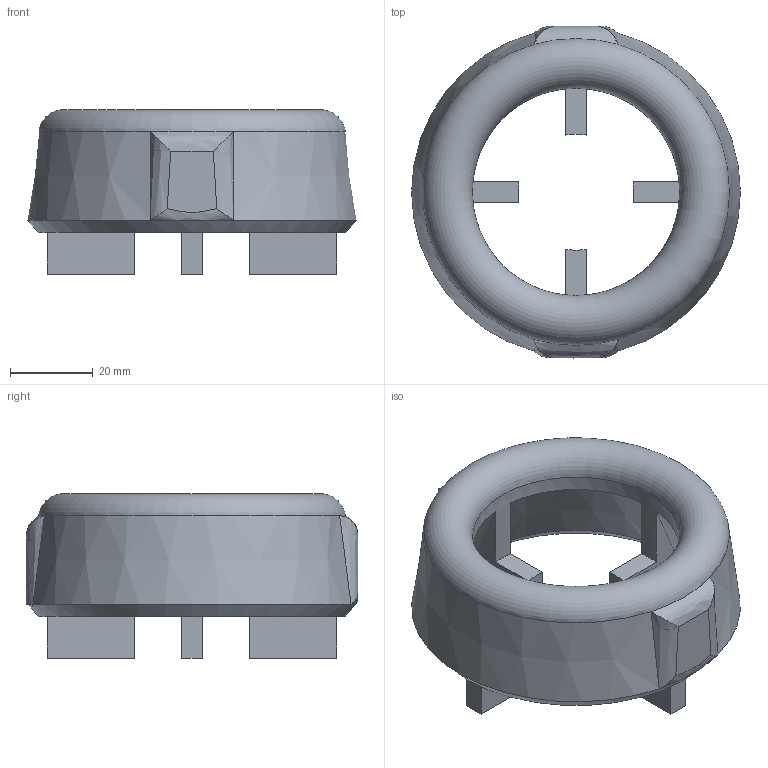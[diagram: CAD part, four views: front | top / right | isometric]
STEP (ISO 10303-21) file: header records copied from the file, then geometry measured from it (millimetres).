
FILE_DESCRIPTION(/* description */ (''),/* implementation_level */ '2;1');
FILE_NAME(/* name */ 'Motor_Holder.step',/* time_stamp */ '2019-05-17T14:35:04+03:00',/* author */ (''),/* organization */ (''),/* preprocessor_version */ 'ST-DEVELOPER v18',/* originating_system */ 'Autodesk Translation Framework v8.2.0.1029',/* authorisation */ '');
FILE_SCHEMA (('AUTOMOTIVE_DESIGN { 1 0 10303 214 3 1 1 }'));
Length unit declared in the file: metre
Products named in the file (1): Part2
Bounding box: 79.26 x 80 x 39.61 mm (x, y, z)
Volume: 67102 mm3; surface area: 18808.2 mm2
Topology: 1 solids, 1 shells, 48 faces, 133 edges, 86 vertices
Faces by surface type: plane 26, cone 8, bspline 8, cylinder 5, torus 1
Full cylindrical faces by diameter (mm): 50 x1
Entity records: 1837 total; most frequent: CARTESIAN_POINT 675, ORIENTED_EDGE 266, DIRECTION 208, EDGE_CURVE 133, VERTEX_POINT 86, AXIS2_PLACEMENT_3D 78, LINE 52, VECTOR 52
